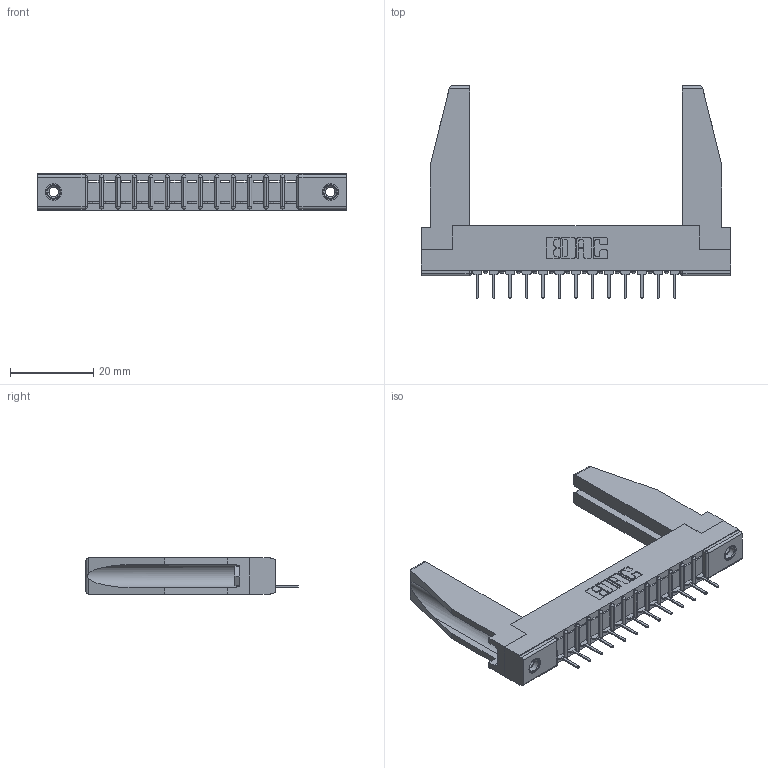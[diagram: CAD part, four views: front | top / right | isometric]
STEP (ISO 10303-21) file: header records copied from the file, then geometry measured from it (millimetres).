
FILE_DESCRIPTION (( 'STEP AP203' ), '1' );
FILE_NAME ('307-013-431-178.STEP', '2020-09-25T13:07:39', ( '' ), ( '' ), 'SwSTEP 2.0', 'SolidWorks 2020', '' );
FILE_SCHEMA (( 'CONFIG_CONTROL_DESIGN' ));
Length unit declared in the file: inch
Products named in the file (5): 307 Part_.156 Dia Mounting Holes; 307-013-431-178; 307-290-001_531; 307-220-078; 345-250-001_345-250-001-102
Assembly tree (18 placements, depth 2):
  307-013-431-178
    307 Part_.156 Dia Mounting Holes
    307-290-001_531  x13
    307-220-078  x2
    345-250-001_345-250-001-102  x2
Bounding box: 74.52 x 51.13 x 8.71 mm (x, y, z)
Volume: 8697.1 mm3; surface area: 10650.4 mm2
Topology: 18 solids, 18 shells, 990 faces, 2759 edges, 1774 vertices
Faces by surface type: plane 635, cylinder 311, sphere 28, cone 12, torus 4
Entity records: 17127 total; most frequent: CARTESIAN_POINT 2874, ORIENTED_EDGE 2816, DIRECTION 2768, EDGE_CURVE 1408, LINE 1072, VECTOR 1072, VERTEX_POINT 912, AXIS2_PLACEMENT_3D 848
